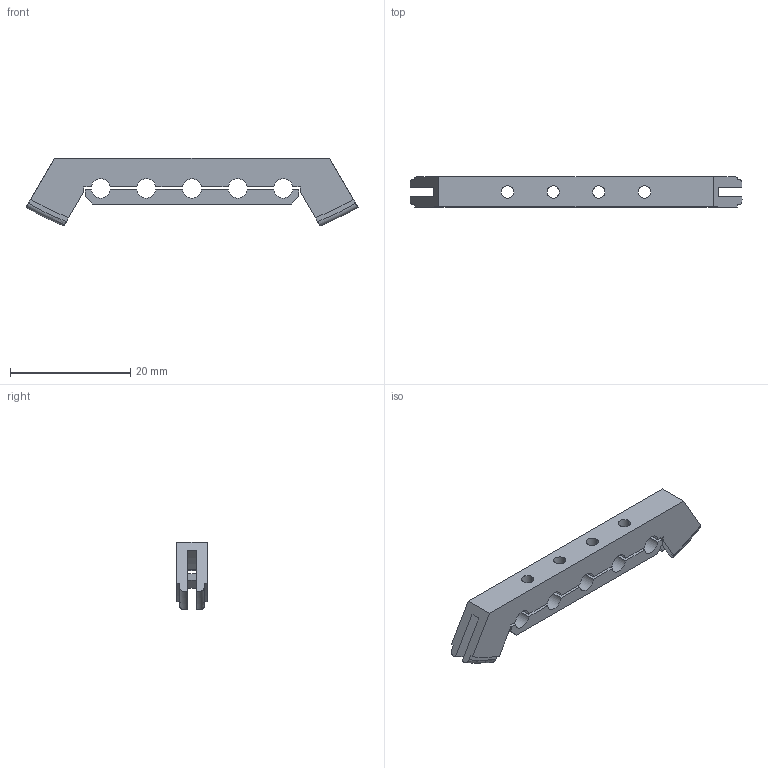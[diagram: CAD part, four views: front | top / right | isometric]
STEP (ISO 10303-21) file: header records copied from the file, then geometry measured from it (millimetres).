
FILE_DESCRIPTION (( 'STEP AP214' ), '1' );
FILE_NAME ('CF100¼Ð³ÖÆ÷-01.STEP', '2023-11-09T01:12:01', ( '' ), ( '' ), 'SwSTEP 2.0', 'SolidWorks 2020', '' );
FILE_SCHEMA (( 'AUTOMOTIVE_DESIGN' ));
Length unit declared in the file: millimetre
Products named in the file (1): CF100標厥ん-01
Bounding box: 55.28 x 5 x 11.29 mm (x, y, z)
Volume: 1475.4 mm3; surface area: 2104.7 mm2
Topology: 2 solids, 2 shells, 87 faces, 249 edges, 166 vertices
Faces by surface type: plane 42, cylinder 41, torus 4
Entity records: 3148 total; most frequent: CARTESIAN_POINT 575, DIRECTION 511, ORIENTED_EDGE 498, EDGE_CURVE 249, AXIS2_PLACEMENT_3D 182, VERTEX_POINT 166, LINE 147, VECTOR 147
